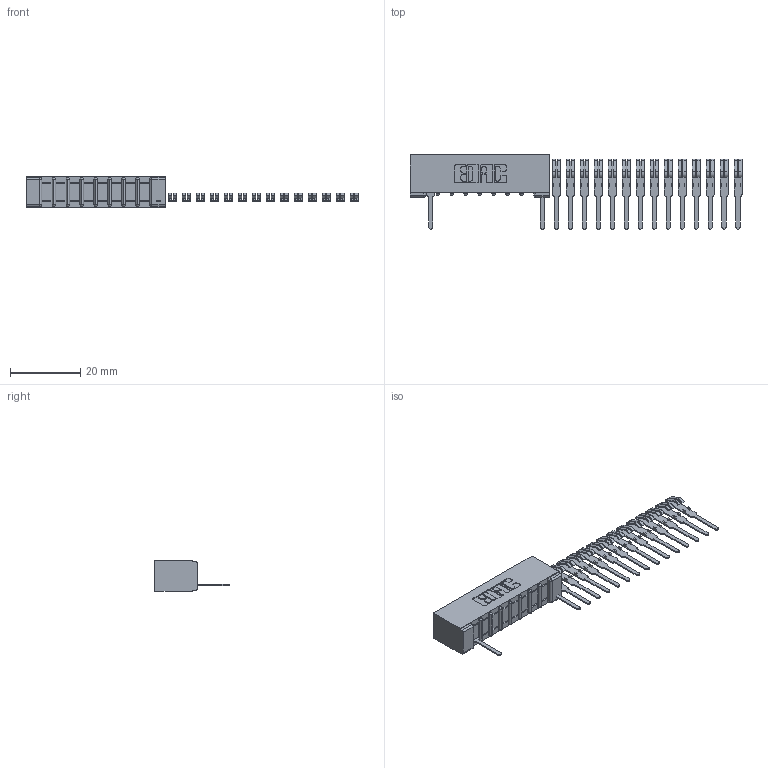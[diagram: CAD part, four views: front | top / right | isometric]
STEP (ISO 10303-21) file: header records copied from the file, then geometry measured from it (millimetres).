
FILE_DESCRIPTION (( 'STEP AP203' ), '1' );
FILE_NAME ('357-023-527-101.STEP', '2018-08-08T23:15:28', ( '' ), ( '' ), 'SwSTEP 2.0', 'SolidWorks 2016', '' );
FILE_SCHEMA (( 'CONFIG_CONTROL_DESIGN' ));
Length unit declared in the file: inch
Products named in the file (3): 307-290-001_527; 357-023-527-101; 307 Part_No Mounting Lugs
Assembly tree (17 placements, depth 2):
  357-023-527-101
    307 Part_No Mounting Lugs
    307-290-001_527  x16
Bounding box: 94.22 x 21.11 x 8.71 mm (x, y, z)
Volume: 2858.4 mm3; surface area: 4974.3 mm2
Topology: 17 solids, 17 shells, 855 faces, 2379 edges, 1538 vertices
Faces by surface type: plane 562, cylinder 275, sphere 18
Entity records: 10996 total; most frequent: CARTESIAN_POINT 1804, ORIENTED_EDGE 1782, DIRECTION 1781, EDGE_CURVE 891, VECTOR 671, LINE 671, VERTEX_POINT 578, AXIS2_PLACEMENT_3D 555
